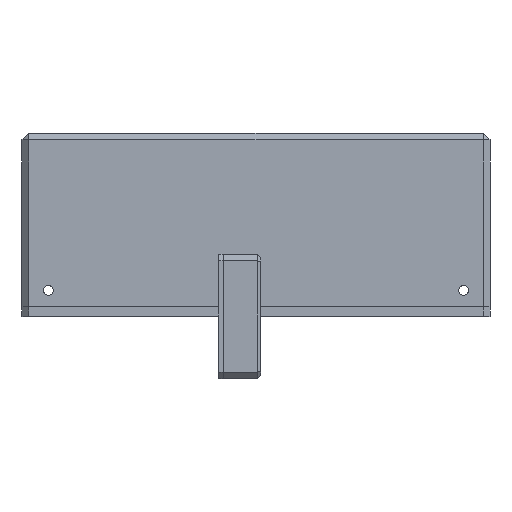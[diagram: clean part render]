
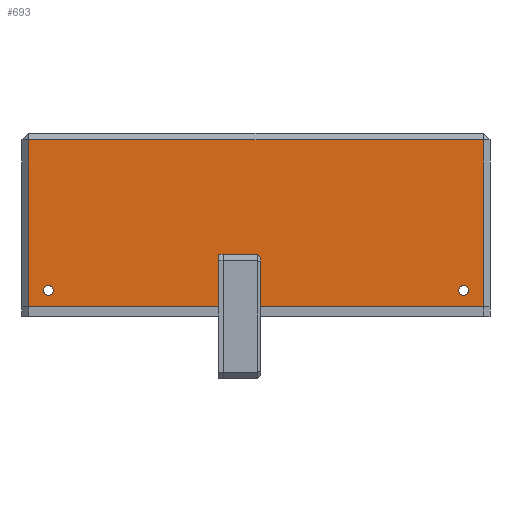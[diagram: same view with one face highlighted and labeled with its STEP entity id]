
A CAD part, left-side view. The second image highlights one B-rep face of the part: STEP entity #693.
In plain terms, the highlighted planar face has unit normal (-1, 0, 0).
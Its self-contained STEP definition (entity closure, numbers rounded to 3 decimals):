
#66 = PLANE('',#67);
#67 = AXIS2_PLACEMENT_3D('',#68,#69,#70);
#68 = CARTESIAN_POINT('',(120.,0.,3.));
#69 = DIRECTION('',(0.,0.,1.));
#70 = DIRECTION('',(1.,0.,0.));
#91 = VERTEX_POINT('',#92);
#92 = CARTESIAN_POINT('',(63.95,69.55,3.));
#106 = PLANE('',#107);
#107 = AXIS2_PLACEMENT_3D('',#108,#109,#110);
#108 = CARTESIAN_POINT('',(64.95,70.55,3.));
#109 = DIRECTION('',(-0.707,0.707,0.));
#110 = DIRECTION('',(-0.,-0.,-1.));
#118 = EDGE_CURVE('',#119,#91,#121,.T.);
#119 = VERTEX_POINT('',#120);
#120 = CARTESIAN_POINT('',(63.95,-69.55,3.));
#121 = SURFACE_CURVE('',#122,(#126,#133),.PCURVE_S1.);
#122 = LINE('',#123,#124);
#123 = CARTESIAN_POINT('',(63.95,-71.55,3.));
#124 = VECTOR('',#125,1.);
#125 = DIRECTION('',(0.,1.,0.));
#126 = PCURVE('',#66,#127);
#127 = DEFINITIONAL_REPRESENTATION('',(#128),#132);
#128 = LINE('',#129,#130);
#129 = CARTESIAN_POINT('',(-56.05,-71.55));
#130 = VECTOR('',#131,1.);
#131 = DIRECTION('',(0.,1.));
#132 = ( GEOMETRIC_REPRESENTATION_CONTEXT(2) 
PARAMETRIC_REPRESENTATION_CONTEXT() REPRESENTATION_CONTEXT('2D SPACE',''
  ) );
#133 = PCURVE('',#134,#139);
#134 = PLANE('',#135);
#135 = AXIS2_PLACEMENT_3D('',#136,#137,#138);
#136 = CARTESIAN_POINT('',(63.95,0.,29.5));
#137 = DIRECTION('',(-1.,0.,0.));
#138 = DIRECTION('',(0.,0.,-1.));
#139 = DEFINITIONAL_REPRESENTATION('',(#140),#144);
#140 = LINE('',#141,#142);
#141 = CARTESIAN_POINT('',(26.5,71.55));
#142 = VECTOR('',#143,1.);
#143 = DIRECTION('',(0.,-1.));
#144 = ( GEOMETRIC_REPRESENTATION_CONTEXT(2) 
PARAMETRIC_REPRESENTATION_CONTEXT() REPRESENTATION_CONTEXT('2D SPACE',''
  ) );
#162 = PLANE('',#163);
#163 = AXIS2_PLACEMENT_3D('',#164,#165,#166);
#164 = CARTESIAN_POINT('',(64.95,-70.55,3.));
#165 = DIRECTION('',(-0.707,-0.707,0.));
#166 = DIRECTION('',(0.,0.,1.));
#592 = VERTEX_POINT('',#593);
#593 = CARTESIAN_POINT('',(63.95,69.55,54.));
#619 = EDGE_CURVE('',#91,#592,#620,.T.);
#620 = SURFACE_CURVE('',#621,(#625,#632),.PCURVE_S1.);
#621 = LINE('',#622,#623);
#622 = CARTESIAN_POINT('',(63.95,69.55,3.));
#623 = VECTOR('',#624,1.);
#624 = DIRECTION('',(0.,0.,1.));
#625 = PCURVE('',#106,#626);
#626 = DEFINITIONAL_REPRESENTATION('',(#627),#631);
#627 = LINE('',#628,#629);
#628 = CARTESIAN_POINT('',(-0.,1.414));
#629 = VECTOR('',#630,1.);
#630 = DIRECTION('',(-1.,0.));
#631 = ( GEOMETRIC_REPRESENTATION_CONTEXT(2) 
PARAMETRIC_REPRESENTATION_CONTEXT() REPRESENTATION_CONTEXT('2D SPACE',''
  ) );
#632 = PCURVE('',#134,#633);
#633 = DEFINITIONAL_REPRESENTATION('',(#634),#638);
#634 = LINE('',#635,#636);
#635 = CARTESIAN_POINT('',(26.5,-69.55));
#636 = VECTOR('',#637,1.);
#637 = DIRECTION('',(-1.,0.));
#638 = ( GEOMETRIC_REPRESENTATION_CONTEXT(2) 
PARAMETRIC_REPRESENTATION_CONTEXT() REPRESENTATION_CONTEXT('2D SPACE',''
  ) );
#693 = ADVANCED_FACE('',(#694,#747,#778),#134,.T.);
#694 = FACE_BOUND('',#695,.T.);
#695 = EDGE_LOOP('',(#696,#697,#720,#746));
#696 = ORIENTED_EDGE('',*,*,#118,.F.);
#697 = ORIENTED_EDGE('',*,*,#698,.T.);
#698 = EDGE_CURVE('',#119,#699,#701,.T.);
#699 = VERTEX_POINT('',#700);
#700 = CARTESIAN_POINT('',(63.95,-69.55,54.));
#701 = SURFACE_CURVE('',#702,(#706,#713),.PCURVE_S1.);
#702 = LINE('',#703,#704);
#703 = CARTESIAN_POINT('',(63.95,-69.55,3.));
#704 = VECTOR('',#705,1.);
#705 = DIRECTION('',(0.,0.,1.));
#706 = PCURVE('',#134,#707);
#707 = DEFINITIONAL_REPRESENTATION('',(#708),#712);
#708 = LINE('',#709,#710);
#709 = CARTESIAN_POINT('',(26.5,69.55));
#710 = VECTOR('',#711,1.);
#711 = DIRECTION('',(-1.,0.));
#712 = ( GEOMETRIC_REPRESENTATION_CONTEXT(2) 
PARAMETRIC_REPRESENTATION_CONTEXT() REPRESENTATION_CONTEXT('2D SPACE',''
  ) );
#713 = PCURVE('',#162,#714);
#714 = DEFINITIONAL_REPRESENTATION('',(#715),#719);
#715 = LINE('',#716,#717);
#716 = CARTESIAN_POINT('',(0.,1.414));
#717 = VECTOR('',#718,1.);
#718 = DIRECTION('',(1.,0.));
#719 = ( GEOMETRIC_REPRESENTATION_CONTEXT(2) 
PARAMETRIC_REPRESENTATION_CONTEXT() REPRESENTATION_CONTEXT('2D SPACE',''
  ) );
#720 = ORIENTED_EDGE('',*,*,#721,.T.);
#721 = EDGE_CURVE('',#699,#592,#722,.T.);
#722 = SURFACE_CURVE('',#723,(#727,#734),.PCURVE_S1.);
#723 = LINE('',#724,#725);
#724 = CARTESIAN_POINT('',(63.95,-71.55,54.));
#725 = VECTOR('',#726,1.);
#726 = DIRECTION('',(0.,1.,-0.));
#727 = PCURVE('',#134,#728);
#728 = DEFINITIONAL_REPRESENTATION('',(#729),#733);
#729 = LINE('',#730,#731);
#730 = CARTESIAN_POINT('',(-24.5,71.55));
#731 = VECTOR('',#732,1.);
#732 = DIRECTION('',(0.,-1.));
#733 = ( GEOMETRIC_REPRESENTATION_CONTEXT(2) 
PARAMETRIC_REPRESENTATION_CONTEXT() REPRESENTATION_CONTEXT('2D SPACE',''
  ) );
#734 = PCURVE('',#735,#740);
#735 = PLANE('',#736);
#736 = AXIS2_PLACEMENT_3D('',#737,#738,#739);
#737 = CARTESIAN_POINT('',(64.95,-71.55,55.));
#738 = DIRECTION('',(-0.707,0.,0.707));
#739 = DIRECTION('',(-0.,-1.,0.));
#740 = DEFINITIONAL_REPRESENTATION('',(#741),#745);
#741 = LINE('',#742,#743);
#742 = CARTESIAN_POINT('',(-0.,-1.414));
#743 = VECTOR('',#744,1.);
#744 = DIRECTION('',(-1.,0.));
#745 = ( GEOMETRIC_REPRESENTATION_CONTEXT(2) 
PARAMETRIC_REPRESENTATION_CONTEXT() REPRESENTATION_CONTEXT('2D SPACE',''
  ) );
#746 = ORIENTED_EDGE('',*,*,#619,.F.);
#747 = FACE_BOUND('',#748,.T.);
#748 = EDGE_LOOP('',(#749));
#749 = ORIENTED_EDGE('',*,*,#750,.F.);
#750 = EDGE_CURVE('',#751,#751,#753,.T.);
#751 = VERTEX_POINT('',#752);
#752 = CARTESIAN_POINT('',(63.95,62.,8.));
#753 = SURFACE_CURVE('',#754,(#759,#766),.PCURVE_S1.);
#754 = CIRCLE('',#755,1.5);
#755 = AXIS2_PLACEMENT_3D('',#756,#757,#758);
#756 = CARTESIAN_POINT('',(63.95,63.5,8.));
#757 = DIRECTION('',(-1.,0.,0.));
#758 = DIRECTION('',(0.,-1.,0.));
#759 = PCURVE('',#134,#760);
#760 = DEFINITIONAL_REPRESENTATION('',(#761),#765);
#761 = CIRCLE('',#762,1.5);
#762 = AXIS2_PLACEMENT_2D('',#763,#764);
#763 = CARTESIAN_POINT('',(21.5,-63.5));
#764 = DIRECTION('',(-0.,1.));
#765 = ( GEOMETRIC_REPRESENTATION_CONTEXT(2) 
PARAMETRIC_REPRESENTATION_CONTEXT() REPRESENTATION_CONTEXT('2D SPACE',''
  ) );
#766 = PCURVE('',#767,#772);
#767 = CYLINDRICAL_SURFACE('',#768,1.5);
#768 = AXIS2_PLACEMENT_3D('',#769,#770,#771);
#769 = CARTESIAN_POINT('',(63.95,63.5,8.));
#770 = DIRECTION('',(-1.,0.,0.));
#771 = DIRECTION('',(0.,-1.,0.));
#772 = DEFINITIONAL_REPRESENTATION('',(#773),#777);
#773 = LINE('',#774,#775);
#774 = CARTESIAN_POINT('',(0.,0.));
#775 = VECTOR('',#776,1.);
#776 = DIRECTION('',(1.,0.));
#777 = ( GEOMETRIC_REPRESENTATION_CONTEXT(2) 
PARAMETRIC_REPRESENTATION_CONTEXT() REPRESENTATION_CONTEXT('2D SPACE',''
  ) );
#778 = FACE_BOUND('',#779,.T.);
#779 = EDGE_LOOP('',(#780));
#780 = ORIENTED_EDGE('',*,*,#781,.F.);
#781 = EDGE_CURVE('',#782,#782,#784,.T.);
#782 = VERTEX_POINT('',#783);
#783 = CARTESIAN_POINT('',(63.95,-65.,8.));
#784 = SURFACE_CURVE('',#785,(#790,#797),.PCURVE_S1.);
#785 = CIRCLE('',#786,1.5);
#786 = AXIS2_PLACEMENT_3D('',#787,#788,#789);
#787 = CARTESIAN_POINT('',(63.95,-63.5,8.));
#788 = DIRECTION('',(-1.,0.,0.));
#789 = DIRECTION('',(0.,-1.,0.));
#790 = PCURVE('',#134,#791);
#791 = DEFINITIONAL_REPRESENTATION('',(#792),#796);
#792 = CIRCLE('',#793,1.5);
#793 = AXIS2_PLACEMENT_2D('',#794,#795);
#794 = CARTESIAN_POINT('',(21.5,63.5));
#795 = DIRECTION('',(-0.,1.));
#796 = ( GEOMETRIC_REPRESENTATION_CONTEXT(2) 
PARAMETRIC_REPRESENTATION_CONTEXT() REPRESENTATION_CONTEXT('2D SPACE',''
  ) );
#797 = PCURVE('',#798,#803);
#798 = CYLINDRICAL_SURFACE('',#799,1.5);
#799 = AXIS2_PLACEMENT_3D('',#800,#801,#802);
#800 = CARTESIAN_POINT('',(63.95,-63.5,8.));
#801 = DIRECTION('',(-1.,0.,0.));
#802 = DIRECTION('',(0.,-1.,0.));
#803 = DEFINITIONAL_REPRESENTATION('',(#804),#808);
#804 = LINE('',#805,#806);
#805 = CARTESIAN_POINT('',(0.,0.));
#806 = VECTOR('',#807,1.);
#807 = DIRECTION('',(1.,0.));
#808 = ( GEOMETRIC_REPRESENTATION_CONTEXT(2) 
PARAMETRIC_REPRESENTATION_CONTEXT() REPRESENTATION_CONTEXT('2D SPACE',''
  ) );
